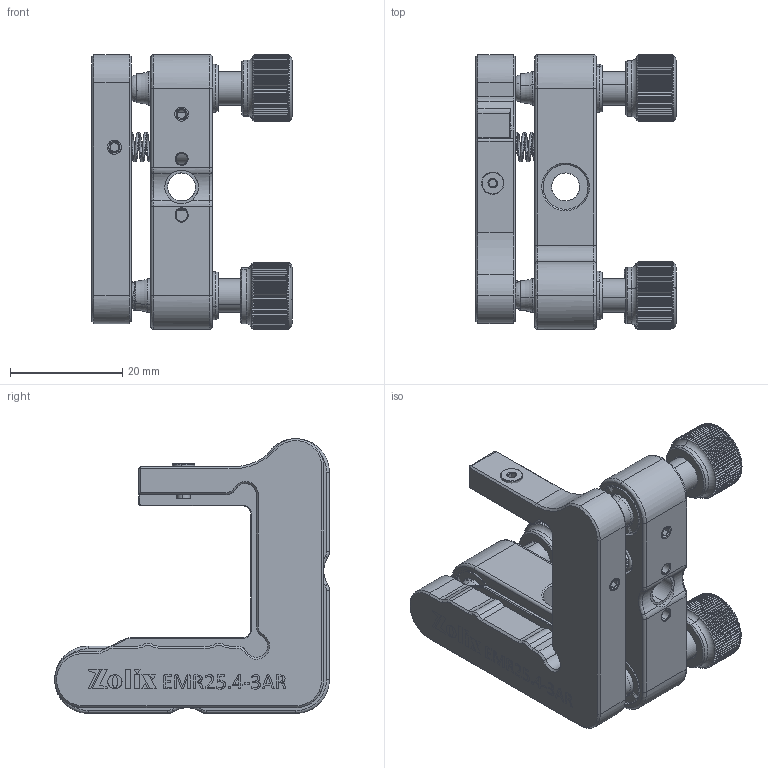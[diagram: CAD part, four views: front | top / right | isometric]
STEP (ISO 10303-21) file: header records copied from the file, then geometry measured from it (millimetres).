
FILE_DESCRIPTION (( 'STEP AP203' ), '1' );
FILE_NAME ('EMR25.4-3AR.STEP', '2025-06-23T02:33:21', ( '' ), ( '' ), 'SwSTEP 2.0', 'SolidWorks 2020', '' );
FILE_SCHEMA (( 'CONFIG_CONTROL_DESIGN' ));
Length unit declared in the file: millimetre
Products named in the file (1): EMR25.4-3AR
Bounding box: 35.71 x 49 x 49 mm (x, y, z)
Surface area: 13911.8 mm2 (no closed solid volume)
Topology: 0 solids, 25 shells, 1234 faces, 3627 edges, 2442 vertices
Faces by surface type: plane 623, cylinder 379, cone 158, torus 48, bspline 14, sphere 12
Entity records: 54258 total; most frequent: CARTESIAN_POINT 28183, ORIENTED_EDGE 7075, EDGE_CURVE 3605, B_SPLINE_CURVE_WITH_KNOTS 3347, DIRECTION 2702, VERTEX_POINT 2442, EDGE_LOOP 1314, ADVANCED_FACE 1234
